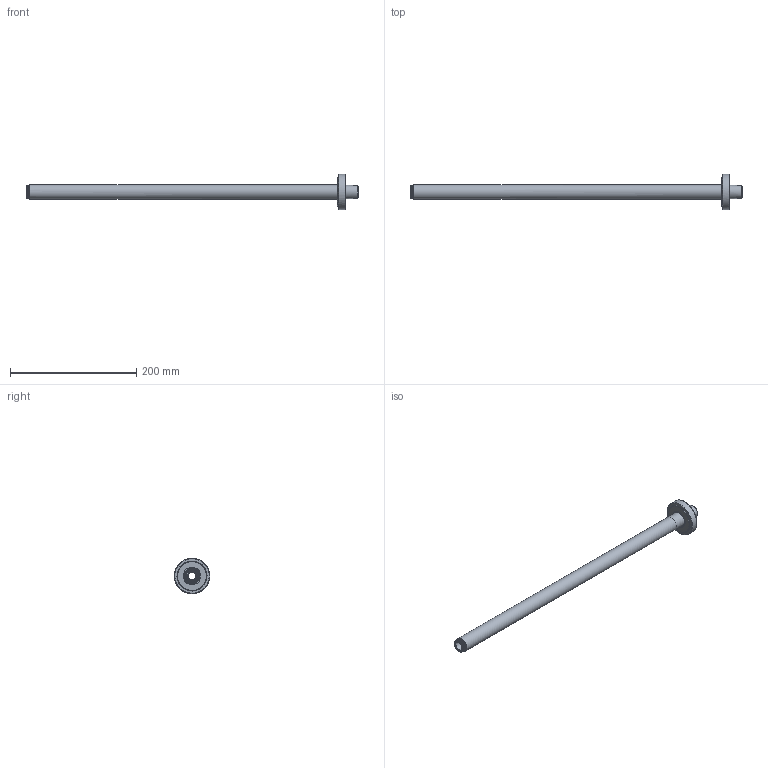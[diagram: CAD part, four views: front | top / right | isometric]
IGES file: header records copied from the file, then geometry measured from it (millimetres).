
Global section: file name: V7KA690-E; native system: Autodesk Inventor 2024; preprocessor: unknown; author: kwhieldon; date: 20240920.085853; units: millimetre
Bounding box: 526 x 56 x 55.98 mm (x, y, z)
Volume: 99760.7 mm3; surface area: 82271.8 mm2
Topology: 6 solids, 6 shells, 70 faces, 171 edges, 122 vertices
Faces by surface type: bspline 70
